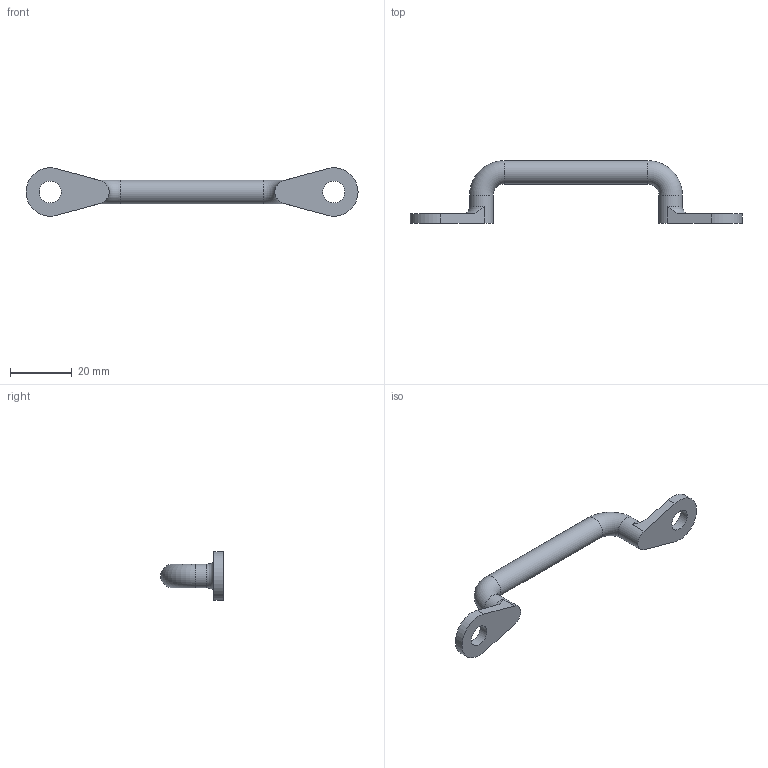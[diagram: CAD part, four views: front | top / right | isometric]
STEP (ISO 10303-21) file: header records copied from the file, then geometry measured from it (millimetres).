
FILE_DESCRIPTION((''),'2;1');
FILE_NAME('6411-H.stp','2012-12-07T10:02:49',('fredp'),(''),'Autodesk Inventor 2013','Autodesk Inventor 2013','');
FILE_SCHEMA(('AUTOMOTIVE_DESIGN { 1 0 10303 214 1 1 1 1 }'));
Length unit declared in the file: inch
Products named in the file (1): 6411-H_PIERCEED
Bounding box: 107.82 x 20.32 x 15.71 mm (x, y, z)
Volume: 5390.4 mm3; surface area: 3473 mm2
Topology: 1 solids, 1 shells, 19 faces, 47 edges, 30 vertices
Faces by surface type: plane 8, cylinder 7, torus 4
Full cylindrical faces by diameter (mm): 7.112 x2, 7.62 x3
Entity records: 578 total; most frequent: CARTESIAN_POINT 122, DIRECTION 92, ORIENTED_EDGE 76, AXIS2_PLACEMENT_3D 38, EDGE_CURVE 38, EDGE_LOOP 30, VERTEX_POINT 28, FACE_OUTER_BOUND 19
